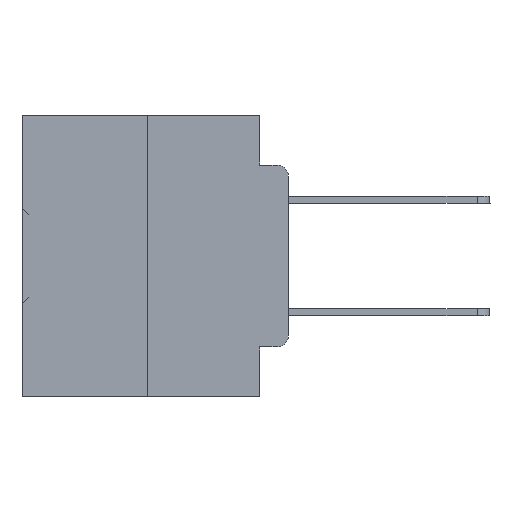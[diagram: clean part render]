
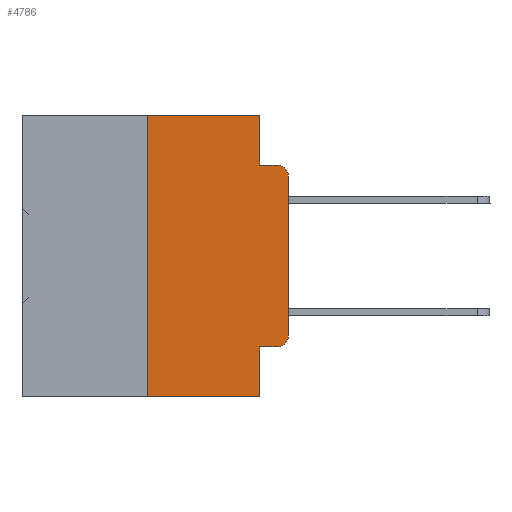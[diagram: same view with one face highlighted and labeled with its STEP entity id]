
A CAD part, left-side view. The second image highlights one B-rep face of the part: STEP entity #4786.
In plain terms, the highlighted planar face has unit normal (-1, 0, 0).
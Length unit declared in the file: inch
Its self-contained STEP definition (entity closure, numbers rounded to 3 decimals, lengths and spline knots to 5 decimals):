
#113 = AXIS2_PLACEMENT_3D ( 'NONE', #12306, #34122, #2177 ) ;
#468 = ORIENTED_EDGE ( 'NONE', *, *, #14516, .F. ) ;
#514 = VERTEX_POINT ( 'NONE', #14881 ) ;
#517 = ORIENTED_EDGE ( 'NONE', *, *, #17420, .F. ) ;
#1121 = VERTEX_POINT ( 'NONE', #2525 ) ;
#1298 = VECTOR ( 'NONE', #1506, 39.37008 ) ;
#1466 = ORIENTED_EDGE ( 'NONE', *, *, #9269, .F. ) ;
#1506 = DIRECTION ( 'NONE',  ( 0., 0., 1. ) ) ;
#2177 = DIRECTION ( 'NONE',  ( 0., 0., -1. ) ) ;
#2216 = VECTOR ( 'NONE', #16113, 39.37008 ) ;
#2525 = CARTESIAN_POINT ( 'NONE',  ( 0., 0.051, 0. ) ) ;
#2967 = VERTEX_POINT ( 'NONE', #15808 ) ;
#3003 = LINE ( 'NONE', #19267, #33110 ) ;
#3599 = VECTOR ( 'NONE', #16867, 39.37008 ) ;
#3744 = PLANE ( 'NONE',  #113 ) ;
#4022 = VERTEX_POINT ( 'NONE', #30352 ) ;
#4495 = CIRCLE ( 'NONE', #33458, 0.02 ) ;
#4786 = ADVANCED_FACE ( 'NONE', ( #5443 ), #3744, .F. ) ;
#4853 = EDGE_CURVE ( 'NONE', #2967, #35807, #34502, .T. ) ;
#5281 = ORIENTED_EDGE ( 'NONE', *, *, #4853, .T. ) ;
#5443 = FACE_OUTER_BOUND ( 'NONE', #20274, .T. ) ;
#5762 = ORIENTED_EDGE ( 'NONE', *, *, #33297, .F. ) ;
#7307 = ORIENTED_EDGE ( 'NONE', *, *, #15040, .F. ) ;
#7700 = CARTESIAN_POINT ( 'NONE',  ( 0., 0.25, 0. ) ) ;
#9007 = CARTESIAN_POINT ( 'NONE',  ( 0., 0.051, -0.0885 ) ) ;
#9269 = EDGE_CURVE ( 'NONE', #19998, #4022, #24562, .T. ) ;
#9404 = VERTEX_POINT ( 'NONE', #32166 ) ;
#9421 = LINE ( 'NONE', #27997, #2216 ) ;
#9698 = ORIENTED_EDGE ( 'NONE', *, *, #18380, .T. ) ;
#10070 = CARTESIAN_POINT ( 'NONE',  ( 0., 0.473, -0.5 ) ) ;
#10704 = VECTOR ( 'NONE', #27040, 39.37008 ) ;
#11778 = CARTESIAN_POINT ( 'NONE',  ( 0., 0.051, -0.4115 ) ) ;
#12306 = CARTESIAN_POINT ( 'NONE',  ( 0., 0.473, 0. ) ) ;
#12564 = CIRCLE ( 'NONE', #36844, 0.02 ) ;
#13111 = DIRECTION ( 'NONE',  ( 0., -1., 0. ) ) ;
#14516 = EDGE_CURVE ( 'NONE', #4022, #1121, #18883, .T. ) ;
#14531 = CARTESIAN_POINT ( 'NONE',  ( 0., 0.02, -0.1085 ) ) ;
#14874 = CARTESIAN_POINT ( 'NONE',  ( 0., 0.02, -0.3915 ) ) ;
#14881 = CARTESIAN_POINT ( 'NONE',  ( 0., 0.051, -0.5 ) ) ;
#15040 = EDGE_CURVE ( 'NONE', #9404, #514, #32730, .T. ) ;
#15808 = CARTESIAN_POINT ( 'NONE',  ( 0., 0., -0.3915 ) ) ;
#15969 = VERTEX_POINT ( 'NONE', #9007 ) ;
#16113 = DIRECTION ( 'NONE',  ( 0., -1., 0. ) ) ;
#16240 = DIRECTION ( 'NONE',  ( 0., 0., -1. ) ) ;
#16267 = CARTESIAN_POINT ( 'NONE',  ( 0., 0., -0.1085 ) ) ;
#16867 = DIRECTION ( 'NONE',  ( 0., -1., 0. ) ) ;
#17125 = EDGE_CURVE ( 'NONE', #30559, #2967, #4495, .T. ) ;
#17420 = EDGE_CURVE ( 'NONE', #1121, #15969, #3003, .T. ) ;
#17629 = DIRECTION ( 'NONE',  ( 0., 0., -1. ) ) ;
#17956 = DIRECTION ( 'NONE',  ( 0., 0., -1. ) ) ;
#18380 = EDGE_CURVE ( 'NONE', #9404, #30559, #34897, .T. ) ;
#18883 = LINE ( 'NONE', #37526, #3599 ) ;
#19267 = CARTESIAN_POINT ( 'NONE',  ( 0., 0.051, 0. ) ) ;
#19998 = VERTEX_POINT ( 'NONE', #22340 ) ;
#20274 = EDGE_LOOP ( 'NONE', ( #5281, #23294, #5762, #517, #468, #1466, #21438, #7307, #9698, #30982 ) ) ;
#21438 = ORIENTED_EDGE ( 'NONE', *, *, #37166, .T. ) ;
#22340 = CARTESIAN_POINT ( 'NONE',  ( 0., 0.25, -0.5 ) ) ;
#23294 = ORIENTED_EDGE ( 'NONE', *, *, #36966, .T. ) ;
#24313 = VECTOR ( 'NONE', #35576, 39.37008 ) ;
#24562 = LINE ( 'NONE', #7700, #1298 ) ;
#24940 = VECTOR ( 'NONE', #37008, 39.37008 ) ;
#27040 = DIRECTION ( 'NONE',  ( 0., 0., 1. ) ) ;
#27997 = CARTESIAN_POINT ( 'NONE',  ( 0., 0.051, -0.0885 ) ) ;
#28156 = CARTESIAN_POINT ( 'NONE',  ( 0., 0.051, 0. ) ) ;
#29834 = LINE ( 'NONE', #10070, #35808 ) ;
#30352 = CARTESIAN_POINT ( 'NONE',  ( 0., 0.25, 0. ) ) ;
#30559 = VERTEX_POINT ( 'NONE', #32654 ) ;
#30982 = ORIENTED_EDGE ( 'NONE', *, *, #17125, .T. ) ;
#32166 = CARTESIAN_POINT ( 'NONE',  ( 0., 0.051, -0.4115 ) ) ;
#32654 = CARTESIAN_POINT ( 'NONE',  ( 0., 0.02, -0.4115 ) ) ;
#32730 = LINE ( 'NONE', #28156, #24940 ) ;
#33110 = VECTOR ( 'NONE', #16240, 39.37008 ) ;
#33267 = CARTESIAN_POINT ( 'NONE',  ( 0., 0.02, -0.0885 ) ) ;
#33297 = EDGE_CURVE ( 'NONE', #15969, #35642, #9421, .T. ) ;
#33458 = AXIS2_PLACEMENT_3D ( 'NONE', #14874, #35671, #17956 ) ;
#34122 = DIRECTION ( 'NONE',  ( 1., 0., 0. ) ) ;
#34502 = LINE ( 'NONE', #36858, #10704 ) ;
#34897 = LINE ( 'NONE', #11778, #24313 ) ;
#35350 = DIRECTION ( 'NONE',  ( -1., 0., 0. ) ) ;
#35576 = DIRECTION ( 'NONE',  ( 0., -1., 0. ) ) ;
#35642 = VERTEX_POINT ( 'NONE', #33267 ) ;
#35671 = DIRECTION ( 'NONE',  ( -1., 0., 0. ) ) ;
#35807 = VERTEX_POINT ( 'NONE', #16267 ) ;
#35808 = VECTOR ( 'NONE', #13111, 39.37008 ) ;
#36844 = AXIS2_PLACEMENT_3D ( 'NONE', #14531, #35350, #17629 ) ;
#36858 = CARTESIAN_POINT ( 'NONE',  ( 0., 0., 0. ) ) ;
#36966 = EDGE_CURVE ( 'NONE', #35807, #35642, #12564, .T. ) ;
#37008 = DIRECTION ( 'NONE',  ( 0., 0., -1. ) ) ;
#37166 = EDGE_CURVE ( 'NONE', #19998, #514, #29834, .T. ) ;
#37526 = CARTESIAN_POINT ( 'NONE',  ( 0., 0.473, 0. ) ) ;
